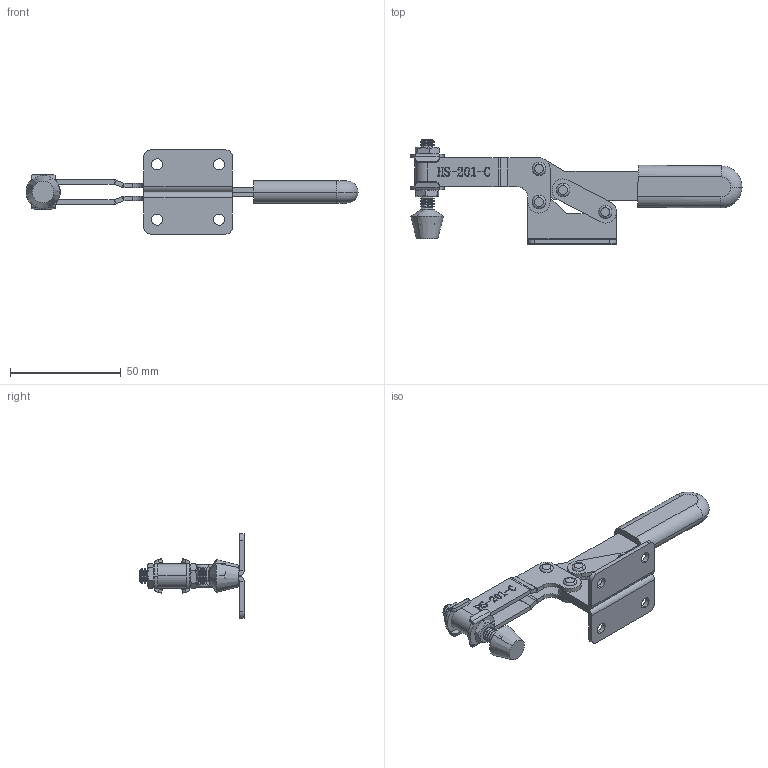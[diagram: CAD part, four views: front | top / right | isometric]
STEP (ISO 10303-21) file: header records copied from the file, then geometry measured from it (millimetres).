
FILE_DESCRIPTION (( 'STEP AP203' ), '1' );
FILE_NAME ('HS-201-C .STEP', '2019-10-15T06:54:57', ( '微软用户' ), ( '微软中国' ), 'SwSTEP 2.0', 'SolidWorks 2012', '' );
FILE_SCHEMA (( 'CONFIG_CONTROL_DESIGN' ));
Length unit declared in the file: millimetre
Products named in the file (12): HS-201-C ; hex finished bolt_ai_HFBOLT 0.25-20x1.5x1.5-S; FW-140; 种; hex thin nuts-grades ab-chamfered gb_GB_FASTENER_NUT_STNAB M6-N; 揤輸; 揤梟; 揤參; 忒參; 蟀裝; 楊擘菁釱酘; 楊擘菁釱衵
Assembly tree (17 placements, depth 2):
  HS-201-C 
    楊擘菁釱衵
    楊擘菁釱酘
    蟀裝  x2
    忒參
    揤參
    揤梟
    揤輸
    hex thin nuts-grades ab-chamfered gb_GB_FASTENER_NUT_STNAB M6-N  x2
    种  x4
    FW-140  x2
    hex finished bolt_ai_HFBOLT 0.25-20x1.5x1.5-S
Bounding box: 149.98 x 47.06 x 38 mm (x, y, z)
Volume: 23910.8 mm3; surface area: 22669.5 mm2
Topology: 18 solids, 18 shells, 830 faces, 2131 edges, 1371 vertices
Faces by surface type: plane 363, cylinder 187, cone 136, bspline 122, torus 22
Entity records: 30445 total; most frequent: CARTESIAN_POINT 11000, ORIENTED_EDGE 3894, DIRECTION 3505, EDGE_CURVE 1947, VERTEX_POINT 1251, AXIS2_PLACEMENT_3D 1180, VECTOR 1145, LINE 1145
